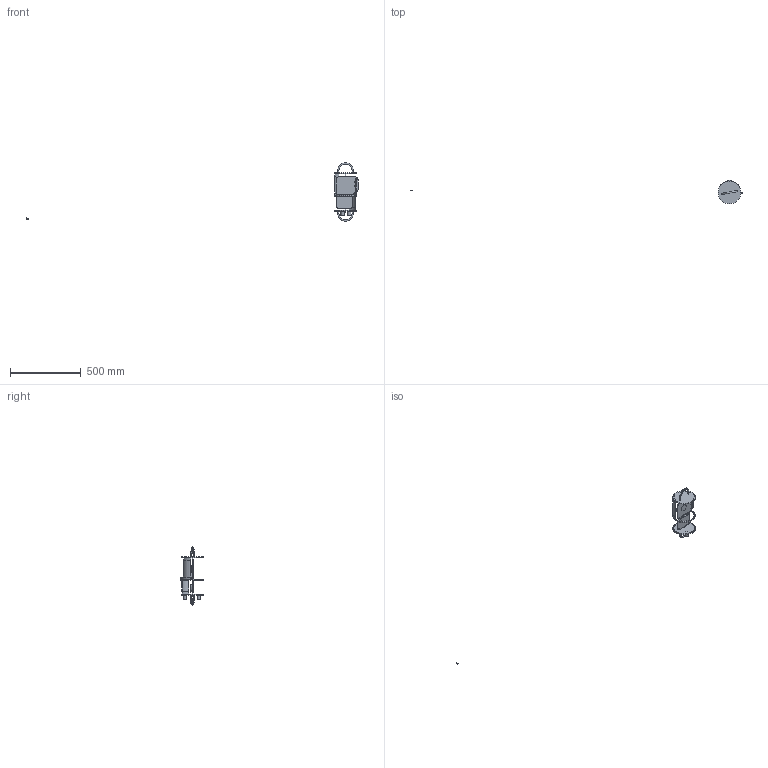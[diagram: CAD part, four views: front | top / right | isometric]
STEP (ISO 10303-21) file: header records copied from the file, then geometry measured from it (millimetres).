
FILE_DESCRIPTION(/* description */ (''),/* implementation_level */ '2;1');
FILE_NAME(/* name */ 'DurusRocketAVBay.step',/* time_stamp */ '2026-01-03T13:28:28-05:00',/* author */ (''),/* organization */ (''),/* preprocessor_version */ 'ST-DEVELOPER v20.1',/* originating_system */ 'Autodesk Translation Framework v14.21.0.0',/* authorisation */ '');
FILE_SCHEMA (('AUTOMOTIVE_DESIGN { 1 0 10303 214 3 1 1 }'));
Length unit declared in the file: millimetre
Products named in the file (7): DURUS AV BAY; Component1; BHS JIS B 1111 - M2x4 Steel 4.6 Plain; Component2; Component3; Component4; Component5
Assembly tree (22 placements, depth 2):
  DURUS AV BAY
    BHS JIS B 1111 - M2x4 Steel 4.6 Plain  x7
    Component1
    Component2  x6
    Component3  x6
    Component4
    Component5
Bounding box: 2349.34 x 168.15 x 412.91 mm (x, y, z)
Volume: 558550.9 mm3; surface area: 362245.2 mm2
Topology: 49 solids, 52 shells, 1023 faces, 2415 edges, 1499 vertices
Faces by surface type: plane 616, cylinder 296, bspline 48, torus 25, sphere 24, cone 14
Full cylindrical faces by diameter (mm): 0.476 x1, 0.53 x1, 0.6 x2, 0.619 x1, 0.672 x1, 1.207 x1, 1.46 x1, 1.564 x1, 1.678 x7, 1.77 x1, 1.815 x1, 1.933 x7, 2.004 x1, 2.054 x1, 2.316 x1, 2.95 x4, 3.05 x1, 3.199 x1, 5.9 x3, 6.679 x1, 7.235 x1, 8.64 x1, 8.85 x4, 9.462 x1, 10.575 x1, 12.245 x1, 13.135 x1, 14.54 x1, 15.362 x1, 17.7 x2
Entity records: 22325 total; most frequent: CARTESIAN_POINT 4417, DIRECTION 3746, ORIENTED_EDGE 3508, EDGE_CURVE 1754, AXIS2_PLACEMENT_3D 1253, LINE 1240, VECTOR 1240, VERTEX_POINT 1113
